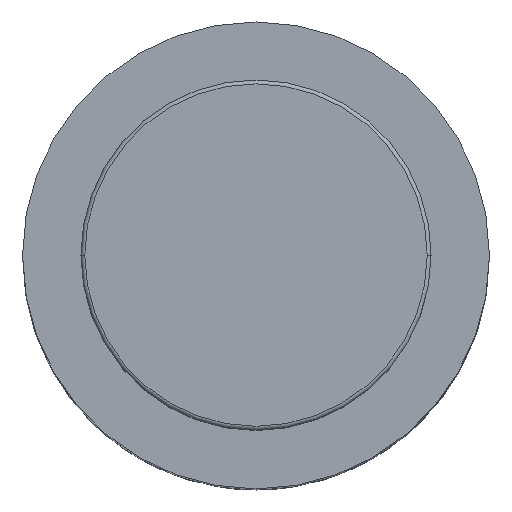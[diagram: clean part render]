
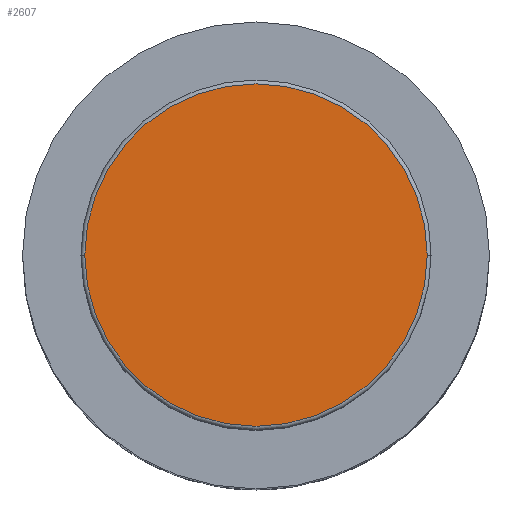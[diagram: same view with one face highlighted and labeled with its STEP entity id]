
A CAD part, top view. The second image highlights one B-rep face of the part: STEP entity #2607.
In plain terms, the highlighted planar face has unit normal (0, 0, 1).
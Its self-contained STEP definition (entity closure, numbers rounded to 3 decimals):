
#70 = FACE_OUTER_BOUND ( 'NONE', #1599, .T. ) ;
#411 = EDGE_CURVE ( 'NONE', #2375, #2278, #2735, .T. ) ;
#637 = AXIS2_PLACEMENT_3D ( 'NONE', #725, #2234, #936 ) ;
#725 = CARTESIAN_POINT ( 'NONE',  ( 0., 0., 215. ) ) ;
#825 = ORIENTED_EDGE ( 'NONE', *, *, #2403, .T. ) ;
#853 = ORIENTED_EDGE ( 'NONE', *, *, #411, .T. ) ;
#936 = DIRECTION ( 'NONE',  ( 1., 0., 0. ) ) ;
#1014 = CARTESIAN_POINT ( 'NONE',  ( 0., 0., 215. ) ) ;
#1221 = DIRECTION ( 'NONE',  ( 1., 0., 0. ) ) ;
#1303 = CIRCLE ( 'NONE', #1406, 44. ) ;
#1406 = AXIS2_PLACEMENT_3D ( 'NONE', #1014, #2542, #1221 ) ;
#1599 = EDGE_LOOP ( 'NONE', ( #825, #853 ) ) ;
#1942 = DIRECTION ( 'NONE',  ( 0., 0., 1. ) ) ;
#2234 = DIRECTION ( 'NONE',  ( 0., 0., 1. ) ) ;
#2278 = VERTEX_POINT ( 'NONE', #2492 ) ;
#2354 = DIRECTION ( 'NONE',  ( 1., 0., 0. ) ) ;
#2375 = VERTEX_POINT ( 'NONE', #2523 ) ;
#2403 = EDGE_CURVE ( 'NONE', #2278, #2375, #1303, .T. ) ;
#2454 = PLANE ( 'NONE',  #637 ) ;
#2471 = CARTESIAN_POINT ( 'NONE',  ( 0., 0., 215. ) ) ;
#2492 = CARTESIAN_POINT ( 'NONE',  ( 44., 0., 215. ) ) ;
#2523 = CARTESIAN_POINT ( 'NONE',  ( -44., 0., 215. ) ) ;
#2542 = DIRECTION ( 'NONE',  ( 0., 0., 1. ) ) ;
#2607 = ADVANCED_FACE ( 'NONE', ( #70 ), #2454, .T. ) ;
#2735 = CIRCLE ( 'NONE', #2839, 44. ) ;
#2839 = AXIS2_PLACEMENT_3D ( 'NONE', #2471, #1942, #2354 ) ;
